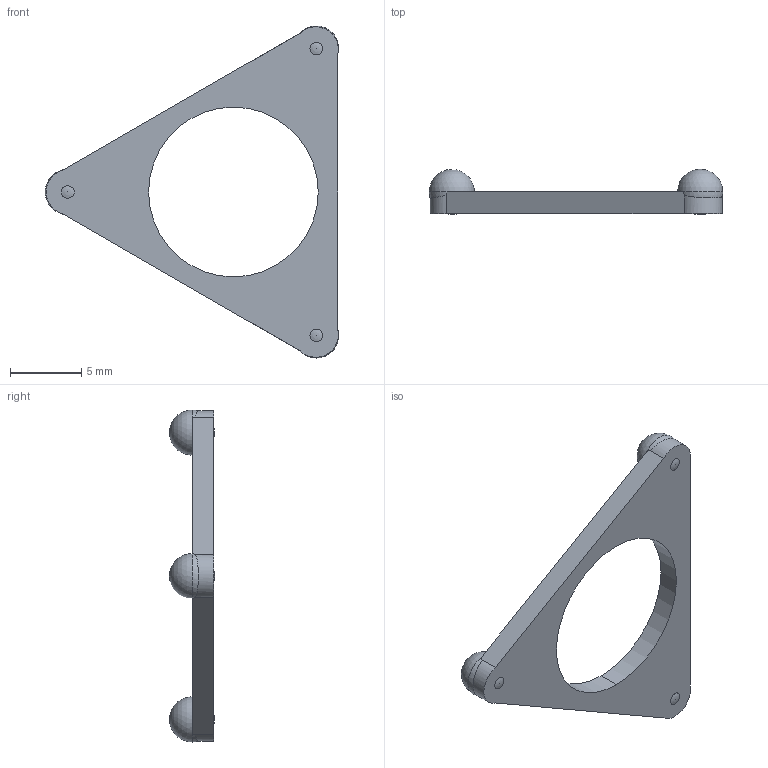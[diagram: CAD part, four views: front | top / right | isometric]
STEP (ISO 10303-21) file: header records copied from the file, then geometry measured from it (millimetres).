
FILE_DESCRIPTION (( 'STEP AP214' ), '1' );
FILE_NAME ('20191202_headplate.STEP', '2021-03-12T20:05:56', ( '' ), ( '' ), 'SwSTEP 2.0', 'SolidWorks 2020', '' );
FILE_SCHEMA (( 'AUTOMOTIVE_DESIGN' ));
Length unit declared in the file: inch
Products named in the file (1): 20191202_headplate
Bounding box: 20.65 x 3.17 x 23.36 mm (x, y, z)
Volume: 274.4 mm3; surface area: 515.5 mm2
Topology: 1 solids, 1 shells, 20 faces, 69 edges, 48 vertices
Faces by surface type: sphere 9, cylinder 6, plane 5
Entity records: 719 total; most frequent: CARTESIAN_POINT 156, DIRECTION 121, ORIENTED_EDGE 102, AXIS2_PLACEMENT_3D 53, EDGE_CURVE 51, VERTEX_POINT 36, CIRCLE 32, EDGE_LOOP 25
